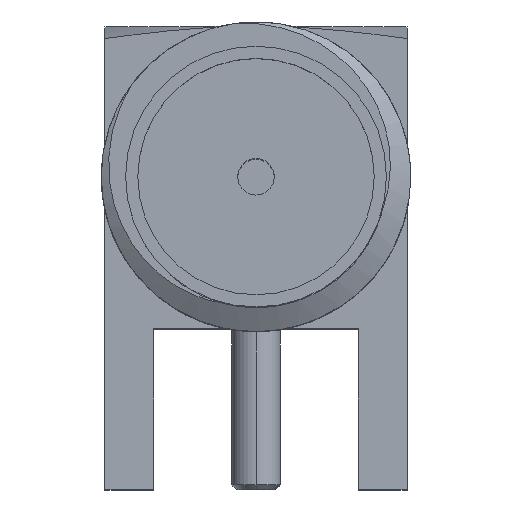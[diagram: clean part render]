
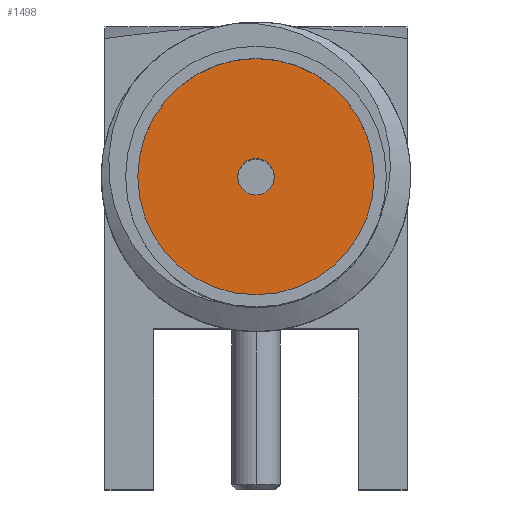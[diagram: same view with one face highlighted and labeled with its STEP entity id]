
A CAD part, top view. The second image highlights one B-rep face of the part: STEP entity #1498.
In plain terms, the highlighted planar face has unit normal (0, 0, 1).
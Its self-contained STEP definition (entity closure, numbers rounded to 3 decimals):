
#143 = DIRECTION ( 'NONE',  ( 0., 0., 1. ) ) ;
#249 = EDGE_CURVE ( 'NONE', #878, #3600, #750, .T. ) ;
#286 = ORIENTED_EDGE ( 'NONE', *, *, #1683, .T. ) ;
#431 = CIRCLE ( 'NONE', #3331, 2.425 ) ;
#499 = AXIS2_PLACEMENT_3D ( 'NONE', #601, #3069, #1218 ) ;
#601 = CARTESIAN_POINT ( 'NONE',  ( 3.1, 3.1, 9. ) ) ;
#750 = CIRCLE ( 'NONE', #2974, 0.375 ) ;
#878 = VERTEX_POINT ( 'NONE', #3928 ) ;
#1179 = DIRECTION ( 'NONE',  ( 0., 0., 1. ) ) ;
#1218 = DIRECTION ( 'NONE',  ( 1., 0., 0. ) ) ;
#1396 = CARTESIAN_POINT ( 'NONE',  ( 0.675, 3.1, 9. ) ) ;
#1441 = DIRECTION ( 'NONE',  ( 0., 0., 1. ) ) ;
#1442 = CARTESIAN_POINT ( 'NONE',  ( 3.1, 3.1, 9. ) ) ;
#1498 = ADVANCED_FACE ( 'NONE', ( #1751, #4005 ), #3362, .T. ) ;
#1518 = VERTEX_POINT ( 'NONE', #1396 ) ;
#1658 = EDGE_LOOP ( 'NONE', ( #286, #3002 ) ) ;
#1672 = CARTESIAN_POINT ( 'NONE',  ( 3.1, 3.1, 9. ) ) ;
#1683 = EDGE_CURVE ( 'NONE', #2521, #1518, #2269, .T. ) ;
#1751 = FACE_BOUND ( 'NONE', #1779, .T. ) ;
#1753 = CARTESIAN_POINT ( 'NONE',  ( 3.1, 3.1, 9. ) ) ;
#1759 = ORIENTED_EDGE ( 'NONE', *, *, #3091, .F. ) ;
#1779 = EDGE_LOOP ( 'NONE', ( #2554, #1759 ) ) ;
#1791 = DIRECTION ( 'NONE',  ( 1., 0., 0. ) ) ;
#1858 = CARTESIAN_POINT ( 'NONE',  ( 5.525, 3.1, 9. ) ) ;
#1912 = CARTESIAN_POINT ( 'NONE',  ( 2.725, 3.1, 9. ) ) ;
#2068 = AXIS2_PLACEMENT_3D ( 'NONE', #2684, #1179, #3625 ) ;
#2210 = EDGE_CURVE ( 'NONE', #1518, #2521, #431, .T. ) ;
#2269 = CIRCLE ( 'NONE', #499, 2.425 ) ;
#2521 = VERTEX_POINT ( 'NONE', #1858 ) ;
#2554 = ORIENTED_EDGE ( 'NONE', *, *, #249, .F. ) ;
#2684 = CARTESIAN_POINT ( 'NONE',  ( 3.1, 3.1, 9. ) ) ;
#2708 = DIRECTION ( 'NONE',  ( 0., 0., 1. ) ) ;
#2732 = DIRECTION ( 'NONE',  ( 1., 0., 0. ) ) ;
#2974 = AXIS2_PLACEMENT_3D ( 'NONE', #1442, #2708, #2732 ) ;
#3002 = ORIENTED_EDGE ( 'NONE', *, *, #2210, .T. ) ;
#3069 = DIRECTION ( 'NONE',  ( 0., 0., 1. ) ) ;
#3091 = EDGE_CURVE ( 'NONE', #3600, #878, #3607, .T. ) ;
#3307 = DIRECTION ( 'NONE',  ( 1., 0., 0. ) ) ;
#3331 = AXIS2_PLACEMENT_3D ( 'NONE', #1672, #1441, #3307 ) ;
#3362 = PLANE ( 'NONE',  #2068 ) ;
#3600 = VERTEX_POINT ( 'NONE', #1912 ) ;
#3607 = CIRCLE ( 'NONE', #4082, 0.375 ) ;
#3625 = DIRECTION ( 'NONE',  ( 1., 0., 0. ) ) ;
#3928 = CARTESIAN_POINT ( 'NONE',  ( 3.475, 3.1, 9. ) ) ;
#4005 = FACE_OUTER_BOUND ( 'NONE', #1658, .T. ) ;
#4082 = AXIS2_PLACEMENT_3D ( 'NONE', #1753, #143, #1791 ) ;
